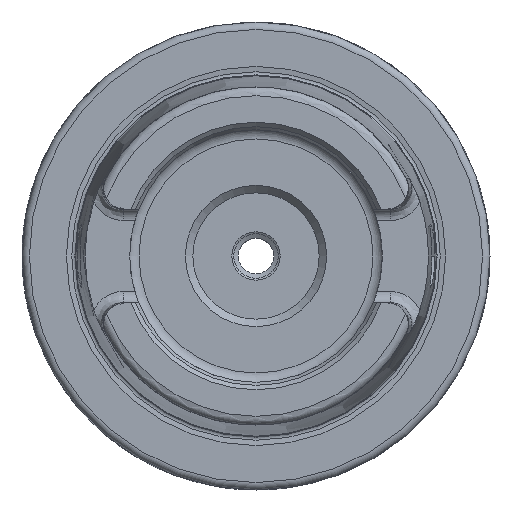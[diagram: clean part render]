
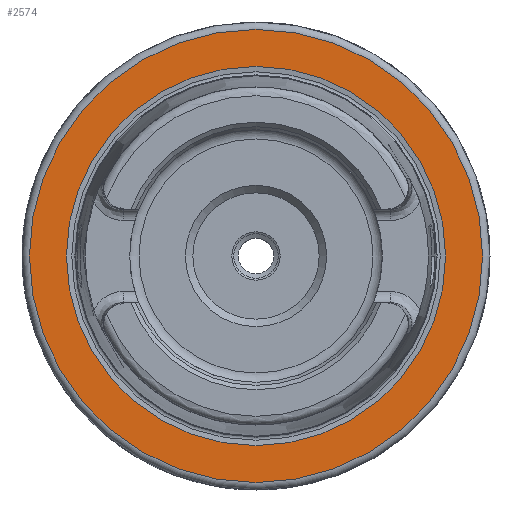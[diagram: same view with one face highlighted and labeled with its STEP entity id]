
A CAD part, left-side view. The second image highlights one B-rep face of the part: STEP entity #2574.
In plain terms, the highlighted planar face has unit normal (-1, 0, 0).
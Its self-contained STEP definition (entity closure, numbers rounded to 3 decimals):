
#124=PLANE('',#2873);
#256=FACE_OUTER_BOUND('',#600,.T.);
#414=CIRCLE('',#2871,25.521);
#415=CIRCLE('',#2872,25.521);
#416=CIRCLE('',#2874,30.5);
#417=CIRCLE('',#2875,30.5);
#456=FACE_BOUND('',#601,.T.);
#600=EDGE_LOOP('',(#2407,#2408));
#601=EDGE_LOOP('',(#2409,#2410));
#1202=VERTEX_POINT('',#6148);
#1203=VERTEX_POINT('',#6150);
#1204=VERTEX_POINT('',#6154);
#1205=VERTEX_POINT('',#6155);
#1605=EDGE_CURVE('',#1203,#1202,#414,.T.);
#1606=EDGE_CURVE('',#1202,#1203,#415,.T.);
#1607=EDGE_CURVE('',#1204,#1205,#416,.T.);
#1608=EDGE_CURVE('',#1205,#1204,#417,.T.);
#2407=ORIENTED_EDGE('',*,*,#1607,.F.);
#2408=ORIENTED_EDGE('',*,*,#1608,.F.);
#2409=ORIENTED_EDGE('',*,*,#1605,.T.);
#2410=ORIENTED_EDGE('',*,*,#1606,.T.);
#2574=ADVANCED_FACE('',(#256,#456),#124,.T.);
#2871=AXIS2_PLACEMENT_3D('',#6151,#3539,#3540);
#2872=AXIS2_PLACEMENT_3D('',#6152,#3541,#3542);
#2873=AXIS2_PLACEMENT_3D('',#6153,#3543,#3544);
#2874=AXIS2_PLACEMENT_3D('',#6156,#3545,#3546);
#2875=AXIS2_PLACEMENT_3D('',#6157,#3547,#3548);
#3539=DIRECTION('center_axis',(1.,0.,0.));
#3540=DIRECTION('ref_axis',(0.,0.,-1.));
#3541=DIRECTION('center_axis',(1.,0.,0.));
#3542=DIRECTION('ref_axis',(0.,0.,-1.));
#3543=DIRECTION('center_axis',(-1.,0.,0.));
#3544=DIRECTION('ref_axis',(0.,0.,1.));
#3545=DIRECTION('center_axis',(1.,0.,0.));
#3546=DIRECTION('ref_axis',(0.,0.,-1.));
#3547=DIRECTION('center_axis',(1.,0.,0.));
#3548=DIRECTION('ref_axis',(0.,0.,-1.));
#6148=CARTESIAN_POINT('',(0.,-25.521,0.));
#6150=CARTESIAN_POINT('',(0.,25.521,0.));
#6151=CARTESIAN_POINT('Origin',(0.,0.,
0.));
#6152=CARTESIAN_POINT('Origin',(0.,0.,
0.));
#6153=CARTESIAN_POINT('Origin',(0.,30.5,0.));
#6154=CARTESIAN_POINT('',(0.,30.5,0.));
#6155=CARTESIAN_POINT('',(0.,0.,30.5));
#6156=CARTESIAN_POINT('Origin',(0.,0.,
0.));
#6157=CARTESIAN_POINT('Origin',(0.,0.,
0.));
